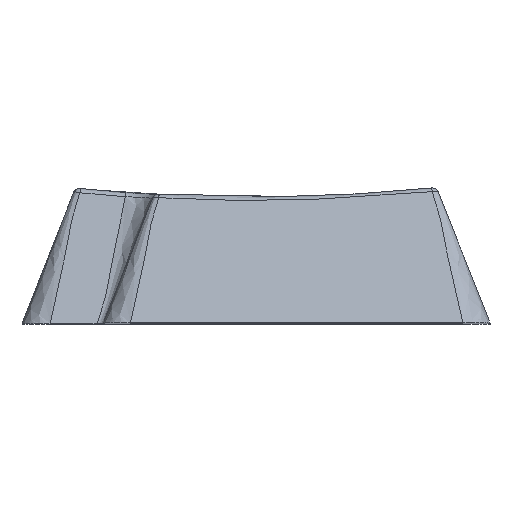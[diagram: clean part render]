
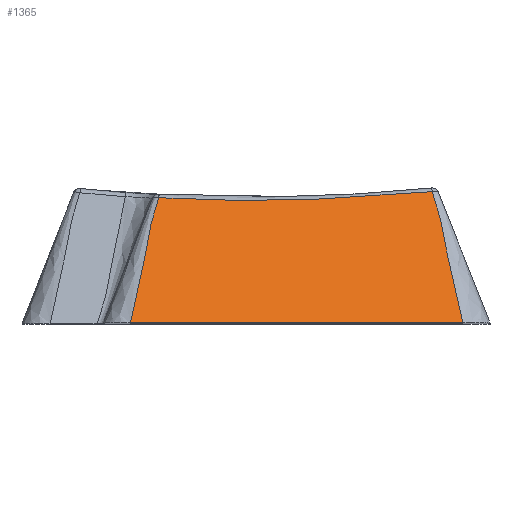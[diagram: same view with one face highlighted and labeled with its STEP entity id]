
A CAD part, top view. The second image highlights one B-rep face of the part: STEP entity #1365.
In plain terms, the highlighted planar face has unit normal (0, 0.456, 0.89).
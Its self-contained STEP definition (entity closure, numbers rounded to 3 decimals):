
#147 = CARTESIAN_POINT ( 'NONE',  ( -6.589, 2.384, 17.328 ) ) ;
#243 = CARTESIAN_POINT ( 'NONE',  ( 10.388, 7.754, 14.576 ) ) ;
#349 = FACE_OUTER_BOUND ( 'NONE', #2495, .T. ) ;
#438 = AXIS2_PLACEMENT_3D ( 'NONE', #3334, #2429, #1506 ) ;
#510 = CARTESIAN_POINT ( 'NONE',  ( 13.8, 0., 18.55 ) ) ;
#542 =( BOUNDED_CURVE ( )  B_SPLINE_CURVE ( 3, ( #243, #1454, #2366, #3254 ),
 .UNSPECIFIED., .F., .F. ) 
 B_SPLINE_CURVE_WITH_KNOTS ( ( 4, 4 ),
 ( 3.041, 3.197 ),
 .UNSPECIFIED. ) 
 CURVE ( )  GEOMETRIC_REPRESENTATION_ITEM ( )  RATIONAL_B_SPLINE_CURVE ( ( 1., 0.998, 0.998, 1. ) ) 
 REPRESENTATION_ITEM ( '' )  );
#1046 = VECTOR ( 'NONE', #1709, 1000. ) ;
#1119 = EDGE_CURVE ( 'NONE', #2980, #2132, #2864, .T. ) ;
#1252 = B_SPLINE_CURVE_WITH_KNOTS ( 'NONE', 3,
 ( #2545, #1651, #1973, #1938 ),
 .UNSPECIFIED., .F., .F.,
 ( 4, 4 ),
 ( 0.011, 0.02 ),
 .UNSPECIFIED. ) ;
#1365 = ADVANCED_FACE ( 'NONE', ( #349 ), #2088, .F. ) ;
#1454 = CARTESIAN_POINT ( 'NONE',  ( 5.03, 7.215, 14.853 ) ) ;
#1506 = DIRECTION ( 'NONE',  ( 0., 0.89, -0.456 ) ) ;
#1561 = B_SPLINE_CURVE_WITH_KNOTS ( 'NONE', 3,
 ( #1623, #3468, #147, #1660 ),
 .UNSPECIFIED., .F., .F.,
 ( 4, 4 ),
 ( -0.028, -0.019 ),
 .UNSPECIFIED. ) ;
#1623 = CARTESIAN_POINT ( 'NONE',  ( -5.731, 7.391, 14.762 ) ) ;
#1637 = ORIENTED_EDGE ( 'NONE', *, *, #1751, .T. ) ;
#1651 = CARTESIAN_POINT ( 'NONE',  ( 11.336, 2.504, 17.267 ) ) ;
#1660 = CARTESIAN_POINT ( 'NONE',  ( -7.401, 0., 18.55 ) ) ;
#1709 = DIRECTION ( 'NONE',  ( 1., 0., 0. ) ) ;
#1751 = EDGE_CURVE ( 'NONE', #2132, #3363, #1252, .T. ) ;
#1903 = EDGE_CURVE ( 'NONE', #1934, #2980, #1561, .T. ) ;
#1934 = VERTEX_POINT ( 'NONE', #2600 ) ;
#1938 = CARTESIAN_POINT ( 'NONE',  ( 10.388, 7.754, 14.576 ) ) ;
#1973 = CARTESIAN_POINT ( 'NONE',  ( 11.323, 5.272, 15.848 ) ) ;
#2088 = PLANE ( 'NONE',  #438 ) ;
#2132 = VERTEX_POINT ( 'NONE', #2319 ) ;
#2319 = CARTESIAN_POINT ( 'NONE',  ( 12.2, 0., 18.55 ) ) ;
#2355 = CARTESIAN_POINT ( 'NONE',  ( 10.388, 7.754, 14.576 ) ) ;
#2366 = CARTESIAN_POINT ( 'NONE',  ( -0.354, 7.093, 14.915 ) ) ;
#2429 = DIRECTION ( 'NONE',  ( 0., -0.456, -0.89 ) ) ;
#2447 = ORIENTED_EDGE ( 'NONE', *, *, #1903, .T. ) ;
#2495 = EDGE_LOOP ( 'NONE', ( #1637, #3321, #2447, #3541 ) ) ;
#2545 = CARTESIAN_POINT ( 'NONE',  ( 12.2, 0., 18.55 ) ) ;
#2600 = CARTESIAN_POINT ( 'NONE',  ( -5.731, 7.391, 14.762 ) ) ;
#2864 = LINE ( 'NONE', #510, #1046 ) ;
#2980 = VERTEX_POINT ( 'NONE', #3564 ) ;
#3254 = CARTESIAN_POINT ( 'NONE',  ( -5.731, 7.391, 14.762 ) ) ;
#3321 = ORIENTED_EDGE ( 'NONE', *, *, #3634, .T. ) ;
#3334 = CARTESIAN_POINT ( 'NONE',  ( -13.8, 8., 14.45 ) ) ;
#3363 = VERTEX_POINT ( 'NONE', #2355 ) ;
#3468 = CARTESIAN_POINT ( 'NONE',  ( -6.62, 5.031, 15.972 ) ) ;
#3541 = ORIENTED_EDGE ( 'NONE', *, *, #1119, .T. ) ;
#3564 = CARTESIAN_POINT ( 'NONE',  ( -7.401, 0., 18.55 ) ) ;
#3634 = EDGE_CURVE ( 'NONE', #3363, #1934, #542, .T. ) ;
